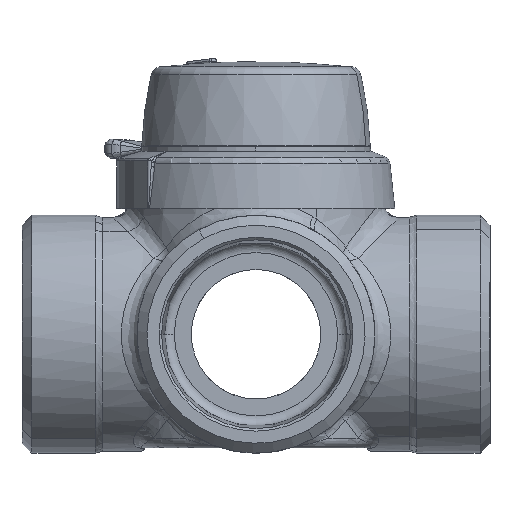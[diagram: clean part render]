
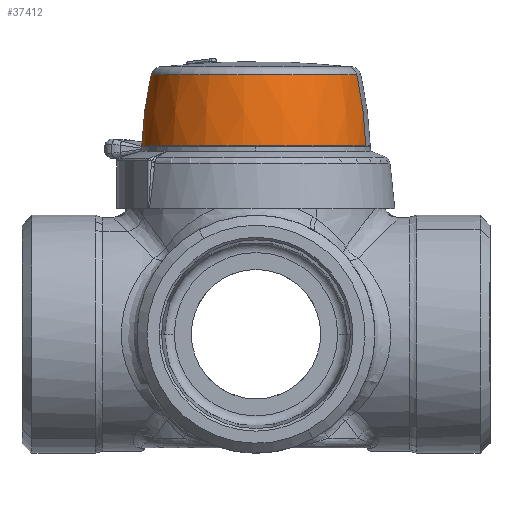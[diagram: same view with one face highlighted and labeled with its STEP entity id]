
A CAD part, front view. The second image highlights one B-rep face of the part: STEP entity #37412.
In plain terms, the highlighted face is a revolution surface.
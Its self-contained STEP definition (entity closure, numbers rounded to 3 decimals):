
#37350=AXIS2_PLACEMENT_3D('Circle Axis2P3D',#37348,#37349,$) ;
#37395=AXIS2_PLACEMENT_3D('Circle Axis2P3D',#37393,#37394,$) ;
#37343=CARTESIAN_POINT('Vertex',(11.027,-20.184,66.5)) ;
#37345=CARTESIAN_POINT('Vertex',(-11.027,20.184,66.5)) ;
#37348=CARTESIAN_POINT('Axis2P3D Location',(0.,0.,66.5)) ;
#37377=CARTESIAN_POINT('Control Point',(0.,23.,66.5)) ;
#37378=CARTESIAN_POINT('Control Point',(0.,22.831,71.344)) ;
#37379=CARTESIAN_POINT('Control Point',(0.,22.191,76.171)) ;
#37380=CARTESIAN_POINT('Control Point',(0.,21.092,80.891)) ;
#37381=CARTESIAN_POINT('Axis1P Location',(0.,0.,75.)) ;
#37386=CARTESIAN_POINT('Control Point',(11.027,-20.184,66.5)) ;
#37387=CARTESIAN_POINT('Control Point',(10.946,-20.036,71.344)) ;
#37388=CARTESIAN_POINT('Control Point',(10.639,-19.474,76.171)) ;
#37389=CARTESIAN_POINT('Control Point',(10.112,-18.51,80.891)) ;
#37390=CARTESIAN_POINT('Vertex',(10.112,-18.51,80.891)) ;
#37393=CARTESIAN_POINT('Axis2P3D Location',(0.,0.,80.891)) ;
#37397=CARTESIAN_POINT('Vertex',(-10.112,18.51,80.891)) ;
#37401=CARTESIAN_POINT('Control Point',(-11.027,20.184,66.5)) ;
#37402=CARTESIAN_POINT('Control Point',(-10.946,20.036,71.344)) ;
#37403=CARTESIAN_POINT('Control Point',(-10.639,19.474,76.171)) ;
#37404=CARTESIAN_POINT('Control Point',(-10.112,18.51,80.891)) ;
#37349=DIRECTION('Axis2P3D Direction',(0.,0.,1.)) ;
#37382=DIRECTION('Axis1P Direction',(0.,0.,1.)) ;
#37394=DIRECTION('Axis2P3D Direction',(0.,0.,1.)) ;
#37383=AXIS1_PLACEMENT('Revolution Surface Axis1P',#37381,#37382) ;
#37407=ORIENTED_EDGE('',*,*,#37392,.T.) ;
#37408=ORIENTED_EDGE('',*,*,#37399,.F.) ;
#37409=ORIENTED_EDGE('',*,*,#37405,.F.) ;
#37410=ORIENTED_EDGE('',*,*,#37352,.T.) ;
#37412=ADVANCED_FACE('',(#37411),#37384,.T.) ;
#37376=B_SPLINE_CURVE_WITH_KNOTS('',3,(#37377,#37378,#37379,#37380),.UNSPECIFIED.,.F.,.U.,(4,4),(473.857,488.397),.UNSPECIFIED.) ;
#37385=B_SPLINE_CURVE_WITH_KNOTS('',3,(#37386,#37387,#37388,#37389),.UNSPECIFIED.,.F.,.U.,(4,4),(473.857,488.397),.UNSPECIFIED.) ;
#37400=B_SPLINE_CURVE_WITH_KNOTS('',3,(#37401,#37402,#37403,#37404),.UNSPECIFIED.,.F.,.U.,(4,4),(473.857,488.397),.UNSPECIFIED.) ;
#37351=CIRCLE('generated circle',#37350,23.) ;
#37396=CIRCLE('generated circle',#37395,21.092) ;
#37352=EDGE_CURVE('',#37346,#37344,#37351,.T.) ;
#37392=EDGE_CURVE('',#37344,#37391,#37385,.T.) ;
#37399=EDGE_CURVE('',#37398,#37391,#37396,.T.) ;
#37405=EDGE_CURVE('',#37346,#37398,#37400,.T.) ;
#37406=EDGE_LOOP('',(#37407,#37408,#37409,#37410)) ;
#37411=FACE_OUTER_BOUND('',#37406,.T.) ;
#37384=SURFACE_OF_REVOLUTION('Surface of Revolution',#37376,#37383) ;
#37344=VERTEX_POINT('',#37343) ;
#37346=VERTEX_POINT('',#37345) ;
#37391=VERTEX_POINT('',#37390) ;
#37398=VERTEX_POINT('',#37397) ;
